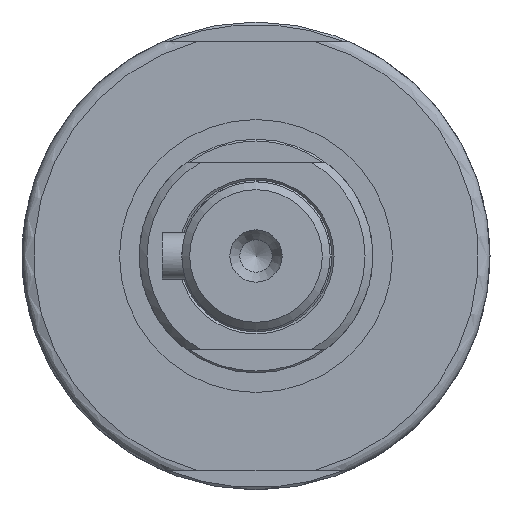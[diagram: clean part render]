
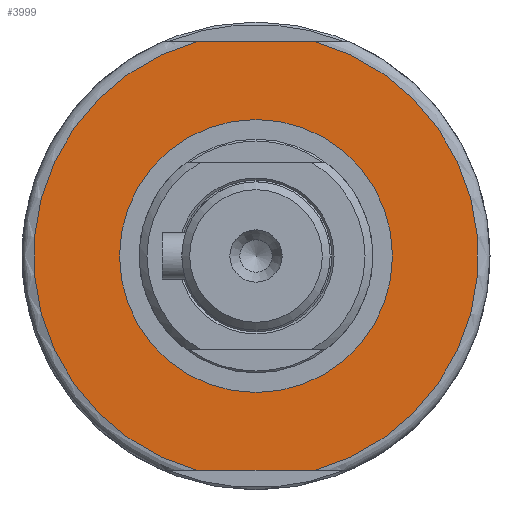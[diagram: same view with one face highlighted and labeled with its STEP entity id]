
A CAD part, left-side view. The second image highlights one B-rep face of the part: STEP entity #3999.
In plain terms, the highlighted planar face has unit normal (-1, 0, 0).
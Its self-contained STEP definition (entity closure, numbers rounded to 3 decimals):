
#153=FACE_BOUND('',#674,.T.);
#261=PLANE('',#4353);
#438=FACE_OUTER_BOUND('',#673,.T.);
#673=EDGE_LOOP('',(#3253,#3254,#3255,#3256));
#674=EDGE_LOOP('',(#3257,#3258));
#988=LINE('',#6579,#1282);
#992=LINE('',#6628,#1286);
#1282=VECTOR('',#5227,10.);
#1286=VECTOR('',#5237,10.);
#1456=CIRCLE('',#4354,28.5);
#1457=CIRCLE('',#4355,28.5);
#1458=CIRCLE('',#4356,17.5);
#1459=CIRCLE('',#4357,17.5);
#1793=VERTEX_POINT('',#6563);
#1794=VERTEX_POINT('',#6578);
#1801=VERTEX_POINT('',#6612);
#1802=VERTEX_POINT('',#6627);
#1805=VERTEX_POINT('',#6662);
#1806=VERTEX_POINT('',#6663);
#2291=EDGE_CURVE('',#1794,#1793,#988,.T.);
#2300=EDGE_CURVE('',#1802,#1801,#992,.T.);
#2311=EDGE_CURVE('',#1802,#1793,#1456,.T.);
#2312=EDGE_CURVE('',#1794,#1801,#1457,.T.);
#2313=EDGE_CURVE('',#1805,#1806,#1458,.T.);
#2314=EDGE_CURVE('',#1806,#1805,#1459,.T.);
#3253=ORIENTED_EDGE('',*,*,#2291,.T.);
#3254=ORIENTED_EDGE('',*,*,#2311,.F.);
#3255=ORIENTED_EDGE('',*,*,#2300,.T.);
#3256=ORIENTED_EDGE('',*,*,#2312,.F.);
#3257=ORIENTED_EDGE('',*,*,#2313,.T.);
#3258=ORIENTED_EDGE('',*,*,#2314,.T.);
#3999=ADVANCED_FACE('',(#438,#153),#261,.T.);
#4353=AXIS2_PLACEMENT_3D('',#6659,#5265,#5266);
#4354=AXIS2_PLACEMENT_3D('',#6660,#5267,#5268);
#4355=AXIS2_PLACEMENT_3D('',#6661,#5269,#5270);
#4356=AXIS2_PLACEMENT_3D('',#6664,#5271,#5272);
#4357=AXIS2_PLACEMENT_3D('',#6665,#5273,#5274);
#5227=DIRECTION('',(0.,1.,0.));
#5237=DIRECTION('',(0.,-1.,0.));
#5265=DIRECTION('center_axis',(-1.,0.,0.));
#5266=DIRECTION('ref_axis',(0.,0.,
1.));
#5267=DIRECTION('center_axis',(1.,0.,0.));
#5268=DIRECTION('ref_axis',(0.,1.,0.));
#5269=DIRECTION('center_axis',(1.,0.,0.));
#5270=DIRECTION('ref_axis',(0.,1.,0.));
#5271=DIRECTION('center_axis',(1.,0.,0.));
#5272=DIRECTION('ref_axis',(0.,1.,0.));
#5273=DIRECTION('center_axis',(1.,0.,0.));
#5274=DIRECTION('ref_axis',(0.,1.,0.));
#6563=CARTESIAN_POINT('',(-158.,7.483,27.5));
#6578=CARTESIAN_POINT('',(-158.,-7.483,27.5));
#6579=CARTESIAN_POINT('',(-158.,24.063,27.5));
#6612=CARTESIAN_POINT('',(-158.,-7.483,-27.5));
#6627=CARTESIAN_POINT('',(-158.,7.483,-27.5));
#6628=CARTESIAN_POINT('',(-158.,-1.553,-27.5));
#6659=CARTESIAN_POINT('Origin',(-158.,23.,0.));
#6660=CARTESIAN_POINT('Origin',(-158.,0.,0.));
#6661=CARTESIAN_POINT('Origin',(-158.,0.,0.));
#6662=CARTESIAN_POINT('',(-158.,17.5,0.));
#6663=CARTESIAN_POINT('',(-158.,-17.5,0.));
#6664=CARTESIAN_POINT('Origin',(-158.,0.,0.));
#6665=CARTESIAN_POINT('Origin',(-158.,0.,0.));
